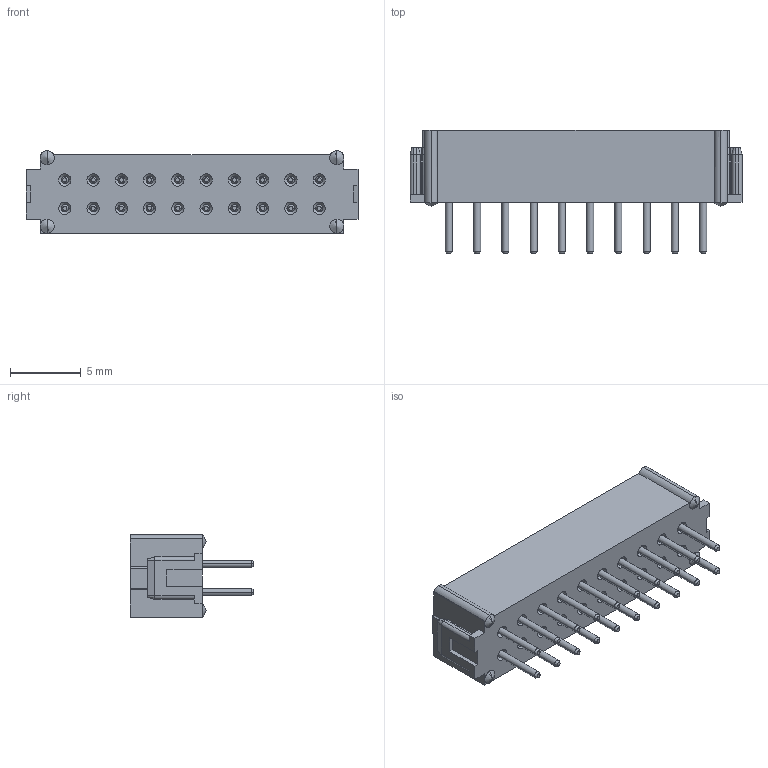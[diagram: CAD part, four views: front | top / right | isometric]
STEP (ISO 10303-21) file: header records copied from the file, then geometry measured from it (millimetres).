
FILE_DESCRIPTION(('STEP AP242'),'1');
FILE_NAME('m80-8542042.stp','2024-02-21T18:03:42',('TraceParts'),('TraceParts S.A.'),'Spatial InterOp 3D',' ',' ');
FILE_SCHEMA(('AP242_MANAGED_MODEL_BASED_3D_ENGINEERING_MIM_LF {1 0 10303 442 1 1 4}'));
Length unit declared in the file: millimetre
Products named in the file (1): m80-8542042_1
Bounding box: 23.5 x 8.75 x 5.85 mm (x, y, z)
Volume: 365.2 mm3; surface area: 1039.4 mm2
Topology: 21 solids, 21 shells, 673 faces, 1504 edges, 886 vertices
Faces by surface type: plane 301, cylinder 152, cone 140, bspline 80
Entity records: 20378 total; most frequent: CARTESIAN_POINT 4516, DIRECTION 3240, ORIENTED_EDGE 2992, EDGE_CURVE 1496, AXIS2_PLACEMENT_3D 1290, VERTEX_POINT 886, EDGE_LOOP 734, ADVANCED_FACE 673
